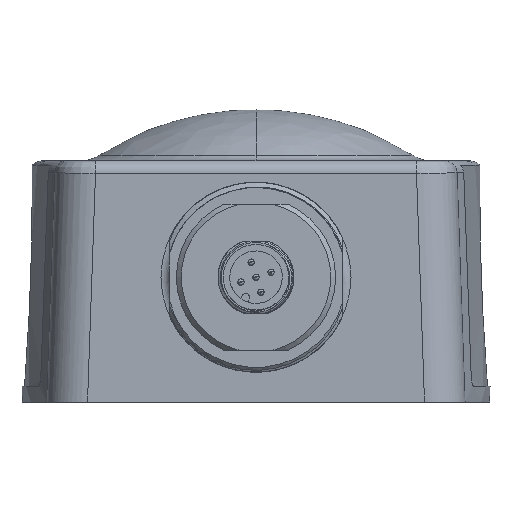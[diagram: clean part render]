
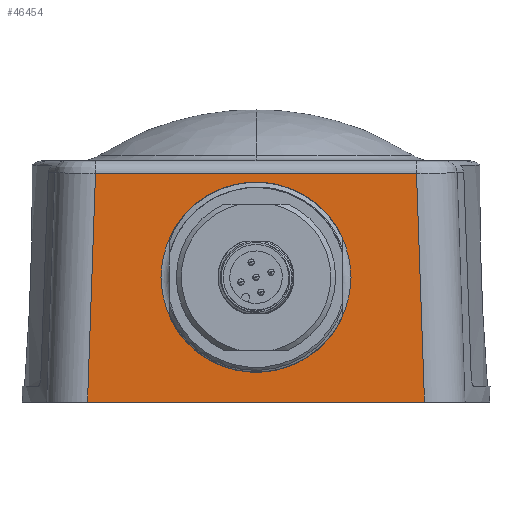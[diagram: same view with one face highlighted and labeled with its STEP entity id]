
A CAD part, front view. The second image highlights one B-rep face of the part: STEP entity #46454.
In plain terms, the highlighted planar face has unit normal (0, -1, 0).
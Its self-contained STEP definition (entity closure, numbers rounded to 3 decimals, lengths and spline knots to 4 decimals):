
#14=DIRECTION('',(1.,0.,0.));
#15=VECTOR('',#14,2.0942);
#16=CARTESIAN_POINT('',(-1.0471,0.,0.));
#17=LINE('',#16,#15);
#511=DIRECTION('',(1.,0.,0.));
#512=VECTOR('',#511,1.9949);
#513=CARTESIAN_POINT('',(-0.9975,0.,
1.4213));
#514=LINE('',#513,#512);
#17862=CARTESIAN_POINT('',(0.,0.,0.7756));
#17863=DIRECTION('',(0.,-1.,0.));
#17864=DIRECTION('',(0.,0.,-1.));
#17865=AXIS2_PLACEMENT_3D('',#17862,#17863,#17864);
#17867=CARTESIAN_POINT('',(0.,0.,0.7756));
#17868=DIRECTION('',(0.,-1.,0.));
#17869=DIRECTION('',(0.,0.,1.));
#17870=AXIS2_PLACEMENT_3D('',#17867,#17868,#17869);
#17886=CARTESIAN_POINT('',(1.0471,0.,0.));
#17888=DIRECTION('',(-0.035,0.,0.999));
#17889=VECTOR('',#17888,1.4221);
#17890=CARTESIAN_POINT('',(1.0471,0.,0.));
#17891=LINE('',#17890,#17889);
#17892=DIRECTION('',(0.035,0.,0.999));
#17893=VECTOR('',#17892,1.4221);
#17894=CARTESIAN_POINT('',(-1.0471,0.,0.));
#17895=LINE('',#17894,#17893);
#17896=CARTESIAN_POINT('',(-1.0471,0.,0.));
#23449=CARTESIAN_POINT('',(-0.9975,0.,
1.4213));
#23450=CARTESIAN_POINT('',(0.9975,0.,
1.4213));
#23451=VERTEX_POINT('',#23449);
#23452=VERTEX_POINT('',#23450);
#23453=VERTEX_POINT('',#17896);
#23454=VERTEX_POINT('',#17886);
#23933=CARTESIAN_POINT('',(0.,0.,0.1851));
#23934=CARTESIAN_POINT('',(0.,0.,1.3661));
#23935=VERTEX_POINT('',#23933);
#23936=VERTEX_POINT('',#23934);
#46437=CARTESIAN_POINT('',(1.2992,0.,0.));
#46438=DIRECTION('',(0.,-1.,0.));
#46439=DIRECTION('',(-1.,0.,0.));
#46440=AXIS2_PLACEMENT_3D('',#46437,#46438,#46439);
#46441=PLANE('',#46440);
#46442=ORIENTED_EDGE('',*,*,#27003,.T.);
#46444=ORIENTED_EDGE('',*,*,#46443,.F.);
#46445=ORIENTED_EDGE('',*,*,#26529,.F.);
#46447=ORIENTED_EDGE('',*,*,#46446,.T.);
#46448=EDGE_LOOP('',(#46442,#46444,#46445,#46447));
#46449=FACE_OUTER_BOUND('',#46448,.F.);
#46450=ORIENTED_EDGE('',*,*,#42594,.T.);
#46451=ORIENTED_EDGE('',*,*,#46428,.T.);
#46452=EDGE_LOOP('',(#46450,#46451));
#46453=FACE_BOUND('',#46452,.F.);
#46454=ADVANCED_FACE('',(#46449,#46453),#46441,.T.);
#17866=CIRCLE('',#17865,0.5905);
#17871=CIRCLE('',#17870,0.5905);
#26529=EDGE_CURVE('',#23453,#23454,#17,.T.);
#27003=EDGE_CURVE('',#23451,#23452,#514,.T.);
#42594=EDGE_CURVE('',#23935,#23936,#17866,.T.);
#46428=EDGE_CURVE('',#23936,#23935,#17871,.T.);
#46443=EDGE_CURVE('',#23454,#23452,#17891,.T.);
#46446=EDGE_CURVE('',#23453,#23451,#17895,.T.);
